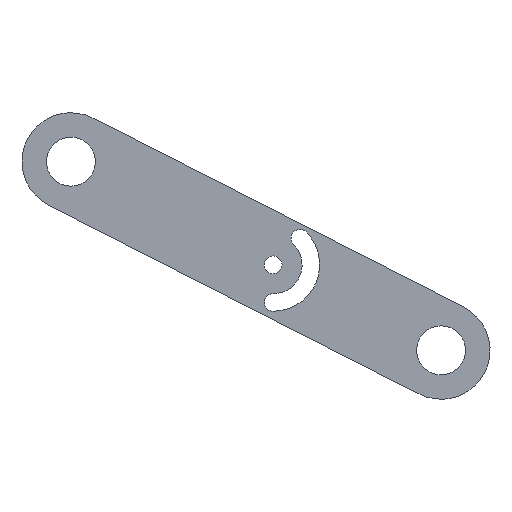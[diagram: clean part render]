
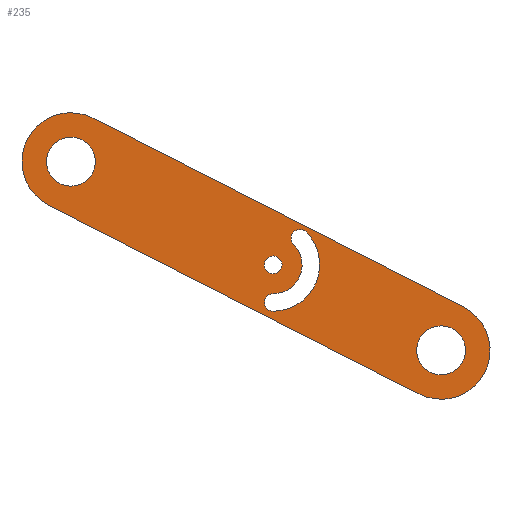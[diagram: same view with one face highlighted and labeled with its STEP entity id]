
A CAD part, left-side view. The second image highlights one B-rep face of the part: STEP entity #235.
In plain terms, the highlighted planar face has unit normal (-1, 0, 0).
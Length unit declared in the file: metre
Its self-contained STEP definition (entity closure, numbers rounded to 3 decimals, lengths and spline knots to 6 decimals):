
#29=LINE('',#373,#41);
#30=LINE('',#377,#42);
#41=VECTOR('',#298,1.);
#42=VECTOR('',#301,1.);
#53=ORIENTED_EDGE('',*,*,#113,.F.);
#54=ORIENTED_EDGE('',*,*,#114,.T.);
#55=ORIENTED_EDGE('',*,*,#115,.F.);
#56=ORIENTED_EDGE('',*,*,#116,.F.);
#57=ORIENTED_EDGE('',*,*,#117,.T.);
#58=ORIENTED_EDGE('',*,*,#118,.T.);
#59=ORIENTED_EDGE('',*,*,#119,.F.);
#60=ORIENTED_EDGE('',*,*,#120,.T.);
#61=ORIENTED_EDGE('',*,*,#121,.T.);
#62=ORIENTED_EDGE('',*,*,#122,.T.);
#63=ORIENTED_EDGE('',*,*,#123,.F.);
#113=EDGE_CURVE('',#143,#144,#165,.T.);
#114=EDGE_CURVE('',#143,#145,#29,.T.);
#115=EDGE_CURVE('',#146,#145,#166,.T.);
#116=EDGE_CURVE('',#144,#146,#30,.T.);
#117=EDGE_CURVE('',#147,#147,#167,.T.);
#118=EDGE_CURVE('',#148,#148,#168,.T.);
#119=EDGE_CURVE('',#149,#149,#169,.F.);
#120=EDGE_CURVE('',#150,#151,#170,.F.);
#121=EDGE_CURVE('',#151,#152,#171,.T.);
#122=EDGE_CURVE('',#152,#153,#172,.F.);
#123=EDGE_CURVE('',#150,#153,#173,.T.);
#143=VERTEX_POINT('',#371);
#144=VERTEX_POINT('',#372);
#145=VERTEX_POINT('',#374);
#146=VERTEX_POINT('',#376);
#147=VERTEX_POINT('',#379);
#148=VERTEX_POINT('',#381);
#149=VERTEX_POINT('',#383);
#150=VERTEX_POINT('',#385);
#151=VERTEX_POINT('',#386);
#152=VERTEX_POINT('',#388);
#153=VERTEX_POINT('',#390);
#165=CIRCLE('',#262,0.0127);
#166=CIRCLE('',#263,0.0127);
#167=CIRCLE('',#264,0.00635);
#168=CIRCLE('',#265,0.00635);
#169=CIRCLE('',#266,0.002286);
#170=CIRCLE('',#267,0.00228);
#171=CIRCLE('',#268,0.012059);
#172=CIRCLE('',#269,0.00228);
#173=CIRCLE('',#270,0.007499);
#183=EDGE_LOOP('',(#53,#54,#55,#56));
#184=EDGE_LOOP('',(#57));
#185=EDGE_LOOP('',(#58));
#186=EDGE_LOOP('',(#59));
#187=EDGE_LOOP('',(#60,#61,#62,#63));
#207=FACE_BOUND('',#183,.T.);
#208=FACE_BOUND('',#184,.T.);
#209=FACE_BOUND('',#185,.T.);
#210=FACE_BOUND('',#186,.T.);
#211=FACE_BOUND('',#187,.T.);
#231=PLANE('',#261);
#235=ADVANCED_FACE('',(#207,#208,#209,#210,#211),#231,.F.);
#261=AXIS2_PLACEMENT_3D('',#369,#294,#295);
#262=AXIS2_PLACEMENT_3D('',#370,#296,#297);
#263=AXIS2_PLACEMENT_3D('',#375,#299,#300);
#264=AXIS2_PLACEMENT_3D('',#378,#302,#303);
#265=AXIS2_PLACEMENT_3D('',#380,#304,#305);
#266=AXIS2_PLACEMENT_3D('',#382,#306,#307);
#267=AXIS2_PLACEMENT_3D('',#384,#308,#309);
#268=AXIS2_PLACEMENT_3D('',#387,#310,#311);
#269=AXIS2_PLACEMENT_3D('',#389,#312,#313);
#270=AXIS2_PLACEMENT_3D('',#391,#314,#315);
#294=DIRECTION('',(1.,0.,0.));
#295=DIRECTION('',(0.,1.,0.));
#296=DIRECTION('',(1.,0.,0.));
#297=DIRECTION('',(0.,0.,-1.));
#298=DIRECTION('',(0.,0.891,0.454));
#299=DIRECTION('',(1.,0.,0.));
#300=DIRECTION('',(0.,0.,-1.));
#301=DIRECTION('',(0.,0.891,0.454));
#302=DIRECTION('',(1.,0.,0.));
#303=DIRECTION('',(0.,0.,-1.));
#304=DIRECTION('',(1.,0.,0.));
#305=DIRECTION('',(0.,0.,-1.));
#306=DIRECTION('',(1.,0.,0.));
#307=DIRECTION('',(0.,0.,-1.));
#308=DIRECTION('',(-1.,0.,0.));
#309=DIRECTION('',(0.,0.,1.));
#310=DIRECTION('',(1.,0.,0.));
#311=DIRECTION('',(0.,0.,-1.));
#312=DIRECTION('',(-1.,0.,0.));
#313=DIRECTION('',(0.,0.,1.));
#314=DIRECTION('',(1.,0.,0.));
#315=DIRECTION('',(0.,0.,-1.));
#369=CARTESIAN_POINT('',(0.00635,0.017173,0.034029));
#370=CARTESIAN_POINT('',(0.00635,-0.030919,0.009525));
#371=CARTESIAN_POINT('',(0.00635,-0.036685,0.020841));
#372=CARTESIAN_POINT('',(0.00635,-0.025153,-0.001791));
#373=CARTESIAN_POINT('',(0.00635,0.011407,0.045345));
#374=CARTESIAN_POINT('',(0.00635,0.059499,0.069849));
#375=CARTESIAN_POINT('',(0.00635,0.065265,0.058533));
#376=CARTESIAN_POINT('',(0.00635,0.071031,0.047217));
#377=CARTESIAN_POINT('',(0.00635,0.022939,0.022713));
#378=CARTESIAN_POINT('',(0.00635,-0.030919,0.009525));
#379=CARTESIAN_POINT('',(0.00635,-0.030919,0.003175));
#380=CARTESIAN_POINT('',(0.00635,0.065265,0.058533));
#381=CARTESIAN_POINT('',(0.00635,0.065265,0.052183));
#382=CARTESIAN_POINT('',(0.00635,0.0127,0.03175));
#383=CARTESIAN_POINT('',(0.00635,0.0127,0.029464));
#384=CARTESIAN_POINT('',(0.00635,0.005785,0.038665));
#385=CARTESIAN_POINT('',(0.00635,0.007397,0.037053));
#386=CARTESIAN_POINT('',(0.00635,0.004173,0.040277));
#387=CARTESIAN_POINT('',(0.00635,0.0127,0.03175));
#388=CARTESIAN_POINT('',(0.00635,0.0127,0.019691));
#389=CARTESIAN_POINT('',(0.00635,0.0127,0.021971));
#390=CARTESIAN_POINT('',(0.00635,0.0127,0.024251));
#391=CARTESIAN_POINT('',(0.00635,0.0127,0.03175));
